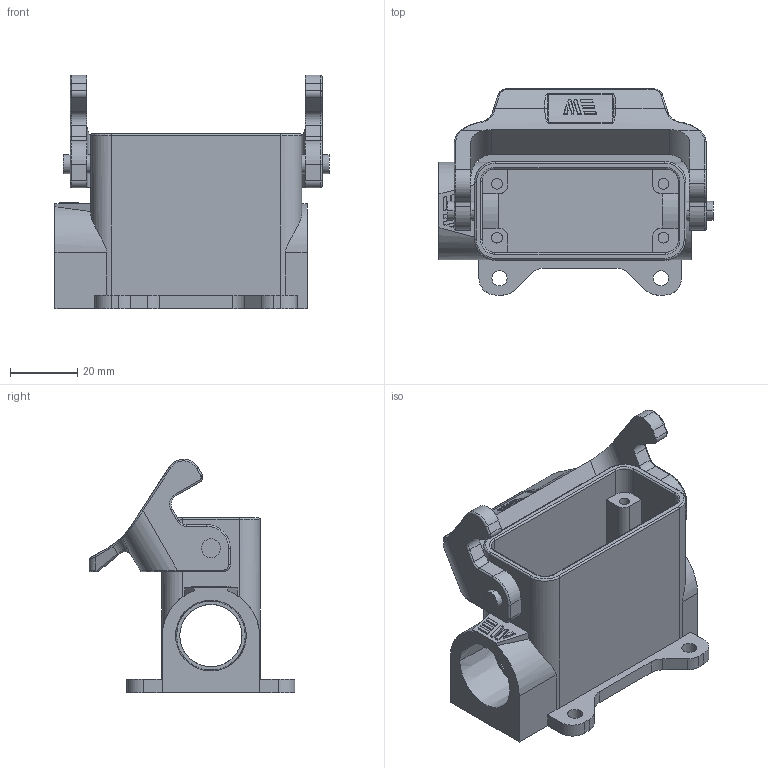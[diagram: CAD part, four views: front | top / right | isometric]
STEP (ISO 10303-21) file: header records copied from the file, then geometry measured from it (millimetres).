
FILE_DESCRIPTION (( 'STEP AP203' ), '1' );
FILE_NAME ('2935223005.step', '2025-02-12T17:56:17', ( '' ), ( '' ), 'SwSTEP 2.0', 'SolidWorks 2024', '' );
FILE_SCHEMA (( 'CONFIG_CONTROL_DESIGN' ));
Length unit declared in the file: inch
Products named in the file (1): 2935223005
Bounding box: 81.5 x 61.25 x 69.45 mm (x, y, z)
Volume: 51021.3 mm3; surface area: 31074.8 mm2
Topology: 1 solids, 1 shells, 392 faces, 999 edges, 628 vertices
Faces by surface type: cylinder 169, plane 153, bspline 66, cone 4
Entity records: 13974 total; most frequent: CARTESIAN_POINT 5033, ORIENTED_EDGE 1994, DIRECTION 1659, EDGE_CURVE 997, VERTEX_POINT 628, AXIS2_PLACEMENT_3D 565, VECTOR 529, LINE 529
